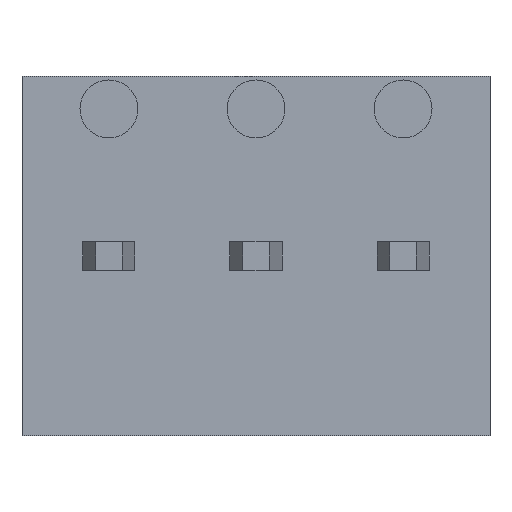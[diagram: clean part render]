
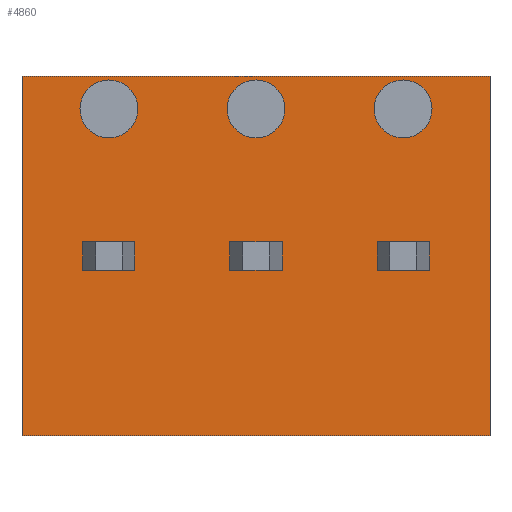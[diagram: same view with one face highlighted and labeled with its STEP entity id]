
A CAD part, front view. The second image highlights one B-rep face of the part: STEP entity #4860.
In plain terms, the highlighted planar face has unit normal (0, -1, 0).
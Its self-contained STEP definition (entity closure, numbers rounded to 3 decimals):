
#103 = CARTESIAN_POINT ( 'NONE',  ( -4.04, 0., -3.1 ) ) ;
#304 = CARTESIAN_POINT ( 'NONE',  ( -4.04, 0., -3.1 ) ) ;
#313 = CIRCLE ( 'NONE', #2967, 0.5 ) ;
#387 = EDGE_LOOP ( 'NONE', ( #2925, #4489 ) ) ;
#425 = EDGE_CURVE ( 'NONE', #1895, #3681, #3801, .T. ) ;
#476 = AXIS2_PLACEMENT_3D ( 'NONE', #3367, #4372, #4866 ) ;
#611 = EDGE_CURVE ( 'NONE', #1647, #2388, #2042, .T. ) ;
#704 = VECTOR ( 'NONE', #910, 1000. ) ;
#716 = ORIENTED_EDGE ( 'NONE', *, *, #5022, .F. ) ;
#738 = VERTEX_POINT ( 'NONE', #2244 ) ;
#746 = FACE_BOUND ( 'NONE', #4370, .T. ) ;
#910 = DIRECTION ( 'NONE',  ( 0., 0., -1. ) ) ;
#965 = AXIS2_PLACEMENT_3D ( 'NONE', #5464, #6184, #6103 ) ;
#972 = DIRECTION ( 'NONE',  ( 0., 0., -1. ) ) ;
#1139 = EDGE_CURVE ( 'NONE', #738, #3223, #2471, .T. ) ;
#1276 = CARTESIAN_POINT ( 'NONE',  ( 0., 0., 0. ) ) ;
#1494 = CARTESIAN_POINT ( 'NONE',  ( 0., 0., 2.04 ) ) ;
#1507 = AXIS2_PLACEMENT_3D ( 'NONE', #1276, #5177, #4215 ) ;
#1517 = DIRECTION ( 'NONE',  ( 0., -1., 0. ) ) ;
#1647 = VERTEX_POINT ( 'NONE', #2498 ) ;
#1830 = PLANE ( 'NONE',  #1507 ) ;
#1895 = VERTEX_POINT ( 'NONE', #1494 ) ;
#1926 = EDGE_CURVE ( 'NONE', #2388, #4928, #3018, .T. ) ;
#1968 = EDGE_CURVE ( 'NONE', #4152, #1647, #2813, .T. ) ;
#1976 = DIRECTION ( 'NONE',  ( 0., 0., 1. ) ) ;
#1978 = EDGE_CURVE ( 'NONE', #3681, #1895, #2842, .T. ) ;
#2042 = LINE ( 'NONE', #103, #4109 ) ;
#2104 = VERTEX_POINT ( 'NONE', #4225 ) ;
#2244 = CARTESIAN_POINT ( 'NONE',  ( 2.54, 0., 3.04 ) ) ;
#2252 = DIRECTION ( 'NONE',  ( 0., -1., 0. ) ) ;
#2334 = DIRECTION ( 'NONE',  ( 0., -1., 0. ) ) ;
#2351 = EDGE_LOOP ( 'NONE', ( #6201, #3409 ) ) ;
#2388 = VERTEX_POINT ( 'NONE', #304 ) ;
#2471 = CIRCLE ( 'NONE', #4128, 0.5 ) ;
#2498 = CARTESIAN_POINT ( 'NONE',  ( 4.04, 0., -3.1 ) ) ;
#2750 = ORIENTED_EDGE ( 'NONE', *, *, #1926, .F. ) ;
#2769 = FACE_BOUND ( 'NONE', #2351, .T. ) ;
#2796 = ORIENTED_EDGE ( 'NONE', *, *, #1968, .F. ) ;
#2813 = LINE ( 'NONE', #5808, #704 ) ;
#2818 = DIRECTION ( 'NONE',  ( 0., 0., -1. ) ) ;
#2842 = CIRCLE ( 'NONE', #476, 0.5 ) ;
#2874 = FACE_BOUND ( 'NONE', #387, .T. ) ;
#2925 = ORIENTED_EDGE ( 'NONE', *, *, #1978, .F. ) ;
#2962 = EDGE_CURVE ( 'NONE', #4928, #4152, #6034, .T. ) ;
#2967 = AXIS2_PLACEMENT_3D ( 'NONE', #3106, #2252, #4167 ) ;
#2984 = CARTESIAN_POINT ( 'NONE',  ( 2.54, 0., 2.54 ) ) ;
#3011 = EDGE_LOOP ( 'NONE', ( #2796, #5153, #2750, #3460 ) ) ;
#3018 = LINE ( 'NONE', #3457, #5137 ) ;
#3106 = CARTESIAN_POINT ( 'NONE',  ( -2.54, 0., 2.54 ) ) ;
#3223 = VERTEX_POINT ( 'NONE', #3227 ) ;
#3227 = CARTESIAN_POINT ( 'NONE',  ( 2.54, 0., 2.04 ) ) ;
#3241 = CARTESIAN_POINT ( 'NONE',  ( 0., 0., 3.04 ) ) ;
#3367 = CARTESIAN_POINT ( 'NONE',  ( 0., 0., 2.54 ) ) ;
#3374 = DIRECTION ( 'NONE',  ( -1., 0., 0. ) ) ;
#3384 = DIRECTION ( 'NONE',  ( 0., -1., 0. ) ) ;
#3409 = ORIENTED_EDGE ( 'NONE', *, *, #6182, .F. ) ;
#3457 = CARTESIAN_POINT ( 'NONE',  ( -4.04, 0., 3.1 ) ) ;
#3460 = ORIENTED_EDGE ( 'NONE', *, *, #611, .F. ) ;
#3477 = AXIS2_PLACEMENT_3D ( 'NONE', #5968, #3384, #972 ) ;
#3484 = DIRECTION ( 'NONE',  ( 0., 0., -1. ) ) ;
#3629 = CIRCLE ( 'NONE', #3896, 0.5 ) ;
#3681 = VERTEX_POINT ( 'NONE', #3241 ) ;
#3801 = CIRCLE ( 'NONE', #3477, 0.5 ) ;
#3855 = VECTOR ( 'NONE', #5738, 1000. ) ;
#3896 = AXIS2_PLACEMENT_3D ( 'NONE', #5878, #1517, #3484 ) ;
#4016 = CARTESIAN_POINT ( 'NONE',  ( 4.04, 0., 3.1 ) ) ;
#4109 = VECTOR ( 'NONE', #3374, 1000. ) ;
#4128 = AXIS2_PLACEMENT_3D ( 'NONE', #2984, #2334, #2818 ) ;
#4152 = VERTEX_POINT ( 'NONE', #4016 ) ;
#4167 = DIRECTION ( 'NONE',  ( 0., 0., -1. ) ) ;
#4215 = DIRECTION ( 'NONE',  ( 0., 0., -1. ) ) ;
#4225 = CARTESIAN_POINT ( 'NONE',  ( -2.54, 0., 3.04 ) ) ;
#4273 = EDGE_CURVE ( 'NONE', #2104, #5157, #313, .T. ) ;
#4281 = ORIENTED_EDGE ( 'NONE', *, *, #4273, .F. ) ;
#4370 = EDGE_LOOP ( 'NONE', ( #4281, #716 ) ) ;
#4372 = DIRECTION ( 'NONE',  ( 0., -1., 0. ) ) ;
#4489 = ORIENTED_EDGE ( 'NONE', *, *, #425, .F. ) ;
#4860 = ADVANCED_FACE ( 'NONE', ( #2769, #2874, #746, #5016 ), #1830, .T. ) ;
#4864 = CIRCLE ( 'NONE', #965, 0.5 ) ;
#4866 = DIRECTION ( 'NONE',  ( 0., 0., -1. ) ) ;
#4888 = CARTESIAN_POINT ( 'NONE',  ( -2.54, 0., 2.04 ) ) ;
#4928 = VERTEX_POINT ( 'NONE', #5213 ) ;
#5016 = FACE_OUTER_BOUND ( 'NONE', #3011, .T. ) ;
#5022 = EDGE_CURVE ( 'NONE', #5157, #2104, #4864, .T. ) ;
#5137 = VECTOR ( 'NONE', #1976, 1000. ) ;
#5152 = CARTESIAN_POINT ( 'NONE',  ( -4.04, 0., 3.1 ) ) ;
#5153 = ORIENTED_EDGE ( 'NONE', *, *, #2962, .F. ) ;
#5157 = VERTEX_POINT ( 'NONE', #4888 ) ;
#5177 = DIRECTION ( 'NONE',  ( 0., -1., 0. ) ) ;
#5213 = CARTESIAN_POINT ( 'NONE',  ( -4.04, 0., 3.1 ) ) ;
#5464 = CARTESIAN_POINT ( 'NONE',  ( -2.54, 0., 2.54 ) ) ;
#5738 = DIRECTION ( 'NONE',  ( 1., 0., 0. ) ) ;
#5808 = CARTESIAN_POINT ( 'NONE',  ( 4.04, 0., 3.1 ) ) ;
#5878 = CARTESIAN_POINT ( 'NONE',  ( 2.54, 0., 2.54 ) ) ;
#5968 = CARTESIAN_POINT ( 'NONE',  ( 0., 0., 2.54 ) ) ;
#6034 = LINE ( 'NONE', #5152, #3855 ) ;
#6103 = DIRECTION ( 'NONE',  ( 0., 0., -1. ) ) ;
#6182 = EDGE_CURVE ( 'NONE', #3223, #738, #3629, .T. ) ;
#6184 = DIRECTION ( 'NONE',  ( 0., -1., 0. ) ) ;
#6201 = ORIENTED_EDGE ( 'NONE', *, *, #1139, .F. ) ;
